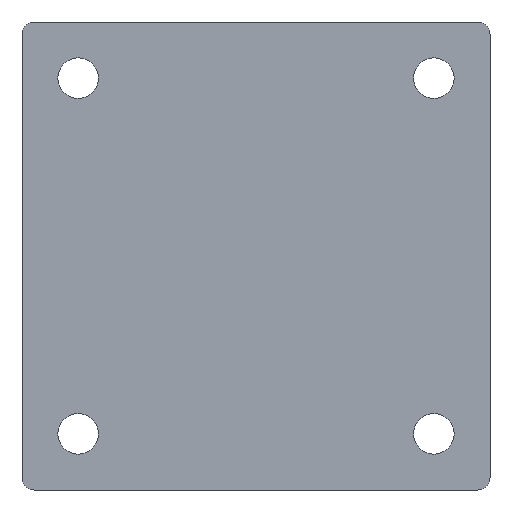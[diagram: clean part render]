
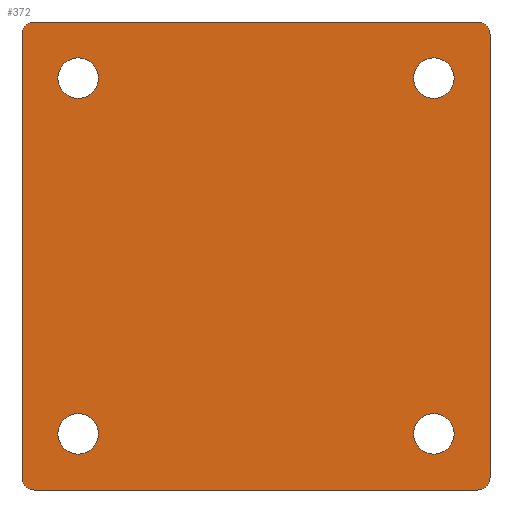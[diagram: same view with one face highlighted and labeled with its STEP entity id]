
A CAD part, front view. The second image highlights one B-rep face of the part: STEP entity #372.
In plain terms, the highlighted planar face has unit normal (0, -1, 0).
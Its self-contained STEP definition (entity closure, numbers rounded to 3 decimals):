
#372 = ADVANCED_FACE( '', ( #769, #770, #771, #772, #773 ), #774, .F. );
#769 = FACE_BOUND( '', #1235, .T. );
#770 = FACE_BOUND( '', #1236, .T. );
#771 = FACE_BOUND( '', #1237, .T. );
#772 = FACE_BOUND( '', #1238, .T. );
#773 = FACE_OUTER_BOUND( '', #1239, .T. );
#774 = PLANE( '', #1240 );
#1235 = EDGE_LOOP( '', ( #1979 ) );
#1236 = EDGE_LOOP( '', ( #1980 ) );
#1237 = EDGE_LOOP( '', ( #1981 ) );
#1238 = EDGE_LOOP( '', ( #1982 ) );
#1239 = EDGE_LOOP( '', ( #1983, #1984, #1985, #1986, #1987, #1988, #1989, #1990 ) );
#1240 = AXIS2_PLACEMENT_3D( '', #1991, #1992, #1993 );
#1979 = ORIENTED_EDGE( '', *, *, #2903, .T. );
#1980 = ORIENTED_EDGE( '', *, *, #2683, .T. );
#1981 = ORIENTED_EDGE( '', *, *, #2904, .T. );
#1982 = ORIENTED_EDGE( '', *, *, #2739, .T. );
#1983 = ORIENTED_EDGE( '', *, *, #2905, .F. );
#1984 = ORIENTED_EDGE( '', *, *, #2906, .F. );
#1985 = ORIENTED_EDGE( '', *, *, #2907, .F. );
#1986 = ORIENTED_EDGE( '', *, *, #2908, .F. );
#1987 = ORIENTED_EDGE( '', *, *, #2713, .F. );
#1988 = ORIENTED_EDGE( '', *, *, #2909, .F. );
#1989 = ORIENTED_EDGE( '', *, *, #2814, .F. );
#1990 = ORIENTED_EDGE( '', *, *, #2855, .F. );
#1991 = CARTESIAN_POINT( '', ( -35.5, 0., -35.5 ) );
#1992 = DIRECTION( '', ( 0., 1., 0. ) );
#1993 = DIRECTION( '', ( 0., 0., 1. ) );
#2683 = EDGE_CURVE( '', #3151, #3151, #3152, .T. );
#2713 = EDGE_CURVE( '', #3201, #3202, #3203, .T. );
#2739 = EDGE_CURVE( '', #3248, #3248, #3249, .T. );
#2814 = EDGE_CURVE( '', #3372, #3373, #3374, .T. );
#2855 = EDGE_CURVE( '', #3437, #3372, #3438, .T. );
#2903 = EDGE_CURVE( '', #3502, #3502, #3503, .T. );
#2904 = EDGE_CURVE( '', #3504, #3504, #3505, .T. );
#2905 = EDGE_CURVE( '', #3506, #3437, #3507, .T. );
#2906 = EDGE_CURVE( '', #3508, #3506, #3509, .T. );
#2907 = EDGE_CURVE( '', #3510, #3508, #3511, .T. );
#2908 = EDGE_CURVE( '', #3202, #3510, #3512, .T. );
#2909 = EDGE_CURVE( '', #3373, #3201, #3513, .T. );
#3151 = VERTEX_POINT( '', #3823 );
#3152 = CIRCLE( '', #3824, 3.25 );
#3201 = VERTEX_POINT( '', #3895 );
#3202 = VERTEX_POINT( '', #3896 );
#3203 = CIRCLE( '', #3897, 2. );
#3248 = VERTEX_POINT( '', #3967 );
#3249 = CIRCLE( '', #3968, 3.25 );
#3372 = VERTEX_POINT( '', #4175 );
#3373 = VERTEX_POINT( '', #4176 );
#3374 = CIRCLE( '', #4177, 2. );
#3437 = VERTEX_POINT( '', #4267 );
#3438 = LINE( '', #4268, #4269 );
#3502 = VERTEX_POINT( '', #4369 );
#3503 = CIRCLE( '', #4370, 3.25 );
#3504 = VERTEX_POINT( '', #4371 );
#3505 = CIRCLE( '', #4372, 3.25 );
#3506 = VERTEX_POINT( '', #4373 );
#3507 = CIRCLE( '', #4374, 2. );
#3508 = VERTEX_POINT( '', #4375 );
#3509 = LINE( '', #4376, #4377 );
#3510 = VERTEX_POINT( '', #4378 );
#3511 = CIRCLE( '', #4379, 2. );
#3512 = LINE( '', #4380, #4381 );
#3513 = LINE( '', #4382, #4383 );
#3823 = CARTESIAN_POINT( '', ( 31.75, 0., 28.5 ) );
#3824 = AXIS2_PLACEMENT_3D( '', #4737, #4738, #4739 );
#3895 = CARTESIAN_POINT( '', ( 35.5, 0., 37.5 ) );
#3896 = CARTESIAN_POINT( '', ( 37.5, 0., 35.5 ) );
#3897 = AXIS2_PLACEMENT_3D( '', #4774, #4775, #4776 );
#3967 = CARTESIAN_POINT( '', ( -25.25, 0., -28.5 ) );
#3968 = AXIS2_PLACEMENT_3D( '', #4804, #4805, #4806 );
#4175 = CARTESIAN_POINT( '', ( -37.5, 0., 35.5 ) );
#4176 = CARTESIAN_POINT( '', ( -35.5, 0., 37.5 ) );
#4177 = AXIS2_PLACEMENT_3D( '', #4886, #4887, #4888 );
#4267 = CARTESIAN_POINT( '', ( -37.5, 0., -35.5 ) );
#4268 = CARTESIAN_POINT( '', ( -37.5, 0., -35.5 ) );
#4269 = VECTOR( '', #4940, 1000. );
#4369 = CARTESIAN_POINT( '', ( -25.25, 0., 28.5 ) );
#4370 = AXIS2_PLACEMENT_3D( '', #4984, #4985, #4986 );
#4371 = CARTESIAN_POINT( '', ( 31.75, 0., -28.5 ) );
#4372 = AXIS2_PLACEMENT_3D( '', #4987, #4988, #4989 );
#4373 = CARTESIAN_POINT( '', ( -35.5, 0., -37.5 ) );
#4374 = AXIS2_PLACEMENT_3D( '', #4990, #4991, #4992 );
#4375 = CARTESIAN_POINT( '', ( 35.5, 0., -37.5 ) );
#4376 = CARTESIAN_POINT( '', ( 35.5, 0., -37.5 ) );
#4377 = VECTOR( '', #4993, 1000. );
#4378 = CARTESIAN_POINT( '', ( 37.5, 0., -35.5 ) );
#4379 = AXIS2_PLACEMENT_3D( '', #4994, #4995, #4996 );
#4380 = CARTESIAN_POINT( '', ( 37.5, 0., 35.5 ) );
#4381 = VECTOR( '', #4997, 1000. );
#4382 = CARTESIAN_POINT( '', ( -35.5, 0., 37.5 ) );
#4383 = VECTOR( '', #4998, 1000. );
#4737 = CARTESIAN_POINT( '', ( 28.5, 0., 28.5 ) );
#4738 = DIRECTION( '', ( 0., 1., 0. ) );
#4739 = DIRECTION( '', ( 1., 0., 0. ) );
#4774 = CARTESIAN_POINT( '', ( 35.5, 0., 35.5 ) );
#4775 = DIRECTION( '', ( 0., 1., 0. ) );
#4776 = DIRECTION( '', ( 1., 0., 0. ) );
#4804 = CARTESIAN_POINT( '', ( -28.5, 0., -28.5 ) );
#4805 = DIRECTION( '', ( 0., 1., 0. ) );
#4806 = DIRECTION( '', ( 1., 0., 0. ) );
#4886 = CARTESIAN_POINT( '', ( -35.5, 0., 35.5 ) );
#4887 = DIRECTION( '', ( 0., 1., 0. ) );
#4888 = DIRECTION( '', ( 1., 0., 0. ) );
#4940 = DIRECTION( '', ( 0., 0., 1. ) );
#4984 = CARTESIAN_POINT( '', ( -28.5, 0., 28.5 ) );
#4985 = DIRECTION( '', ( 0., 1., 0. ) );
#4986 = DIRECTION( '', ( 1., 0., 0. ) );
#4987 = CARTESIAN_POINT( '', ( 28.5, 0., -28.5 ) );
#4988 = DIRECTION( '', ( 0., 1., 0. ) );
#4989 = DIRECTION( '', ( 1., 0., 0. ) );
#4990 = CARTESIAN_POINT( '', ( -35.5, 0., -35.5 ) );
#4991 = DIRECTION( '', ( 0., 1., 0. ) );
#4992 = DIRECTION( '', ( 1., 0., 0. ) );
#4993 = DIRECTION( '', ( -1., 0., 0. ) );
#4994 = CARTESIAN_POINT( '', ( 35.5, 0., -35.5 ) );
#4995 = DIRECTION( '', ( 0., 1., 0. ) );
#4996 = DIRECTION( '', ( 1., 0., 0. ) );
#4997 = DIRECTION( '', ( 0., 0., -1. ) );
#4998 = DIRECTION( '', ( 1., 0., 0. ) );
